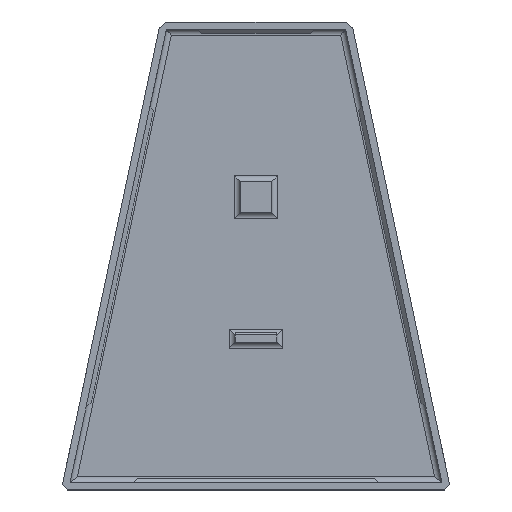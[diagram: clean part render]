
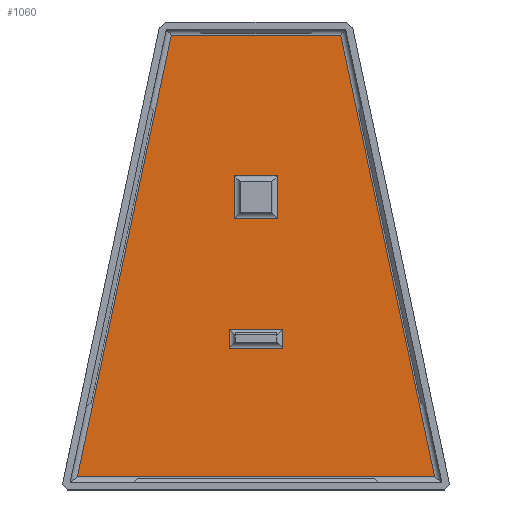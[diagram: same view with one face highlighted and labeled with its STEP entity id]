
A CAD part, top view. The second image highlights one B-rep face of the part: STEP entity #1060.
In plain terms, the highlighted planar face has unit normal (0, 0, 1).
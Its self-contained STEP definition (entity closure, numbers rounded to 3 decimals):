
#245 = VERTEX_POINT('',#246);
#246 = CARTESIAN_POINT('',(-29.909,1.,0.));
#253 = EDGE_CURVE('',#245,#254,#256,.T.);
#254 = VERTEX_POINT('',#255);
#255 = CARTESIAN_POINT('',(29.909,1.,0.));
#256 = LINE('',#257,#258);
#257 = CARTESIAN_POINT('',(-31.144,1.,0.));
#258 = VECTOR('',#259,1.);
#259 = DIRECTION('',(1.,0.,0.));
#698 = EDGE_CURVE('',#254,#699,#701,.T.);
#699 = VERTEX_POINT('',#700);
#700 = CARTESIAN_POINT('',(14.19,74.953,0.));
#701 = LINE('',#702,#703);
#702 = CARTESIAN_POINT('',(30.166,-0.208,0.));
#703 = VECTOR('',#704,1.);
#704 = DIRECTION('',(-0.208,0.978,0.));
#1040 = VERTEX_POINT('',#1041);
#1041 = CARTESIAN_POINT('',(-14.19,74.953,0.));
#1048 = EDGE_CURVE('',#1040,#245,#1049,.T.);
#1049 = LINE('',#1050,#1051);
#1050 = CARTESIAN_POINT('',(-14.022,75.745,0.));
#1051 = VECTOR('',#1052,1.);
#1052 = DIRECTION('',(-0.208,-0.978,0.));
#1060 = ADVANCED_FACE('',(#1061,#1072,#1106),#1140,.T.);
#1061 = FACE_BOUND('',#1062,.T.);
#1062 = EDGE_LOOP('',(#1063,#1064,#1065,#1071));
#1063 = ORIENTED_EDGE('',*,*,#253,.T.);
#1064 = ORIENTED_EDGE('',*,*,#698,.T.);
#1065 = ORIENTED_EDGE('',*,*,#1066,.T.);
#1066 = EDGE_CURVE('',#699,#1040,#1067,.T.);
#1067 = LINE('',#1068,#1069);
#1068 = CARTESIAN_POINT('',(15.,74.953,0.));
#1069 = VECTOR('',#1070,1.);
#1070 = DIRECTION('',(-1.,0.,0.));
#1071 = ORIENTED_EDGE('',*,*,#1048,.T.);
#1072 = FACE_BOUND('',#1073,.T.);
#1073 = EDGE_LOOP('',(#1074,#1084,#1092,#1100));
#1074 = ORIENTED_EDGE('',*,*,#1075,.T.);
#1075 = EDGE_CURVE('',#1076,#1078,#1080,.T.);
#1076 = VERTEX_POINT('',#1077);
#1077 = CARTESIAN_POINT('',(-4.5,22.553,0.));
#1078 = VERTEX_POINT('',#1079);
#1079 = CARTESIAN_POINT('',(-4.5,25.753,0.));
#1080 = LINE('',#1081,#1082);
#1081 = CARTESIAN_POINT('',(-4.5,23.553,0.));
#1082 = VECTOR('',#1083,1.);
#1083 = DIRECTION('',(0.,1.,0.));
#1084 = ORIENTED_EDGE('',*,*,#1085,.T.);
#1085 = EDGE_CURVE('',#1078,#1086,#1088,.T.);
#1086 = VERTEX_POINT('',#1087);
#1087 = CARTESIAN_POINT('',(4.5,25.753,0.));
#1088 = LINE('',#1089,#1090);
#1089 = CARTESIAN_POINT('',(-3.5,25.753,0.));
#1090 = VECTOR('',#1091,1.);
#1091 = DIRECTION('',(1.,0.,0.));
#1092 = ORIENTED_EDGE('',*,*,#1093,.T.);
#1093 = EDGE_CURVE('',#1086,#1094,#1096,.T.);
#1094 = VERTEX_POINT('',#1095);
#1095 = CARTESIAN_POINT('',(4.5,22.553,0.));
#1096 = LINE('',#1097,#1098);
#1097 = CARTESIAN_POINT('',(4.5,24.753,0.));
#1098 = VECTOR('',#1099,1.);
#1099 = DIRECTION('',(0.,-1.,0.));
#1100 = ORIENTED_EDGE('',*,*,#1101,.T.);
#1101 = EDGE_CURVE('',#1094,#1076,#1102,.T.);
#1102 = LINE('',#1103,#1104);
#1103 = CARTESIAN_POINT('',(3.5,22.553,0.));
#1104 = VECTOR('',#1105,1.);
#1105 = DIRECTION('',(-1.,0.,0.));
#1106 = FACE_BOUND('',#1107,.T.);
#1107 = EDGE_LOOP('',(#1108,#1118,#1126,#1134));
#1108 = ORIENTED_EDGE('',*,*,#1109,.F.);
#1109 = EDGE_CURVE('',#1110,#1112,#1114,.T.);
#1110 = VERTEX_POINT('',#1111);
#1111 = CARTESIAN_POINT('',(-3.625,44.203,0.));
#1112 = VERTEX_POINT('',#1113);
#1113 = CARTESIAN_POINT('',(3.625,44.203,0.));
#1114 = LINE('',#1115,#1116);
#1115 = CARTESIAN_POINT('',(-2.625,44.203,0.));
#1116 = VECTOR('',#1117,1.);
#1117 = DIRECTION('',(1.,0.,0.));
#1118 = ORIENTED_EDGE('',*,*,#1119,.F.);
#1119 = EDGE_CURVE('',#1120,#1110,#1122,.T.);
#1120 = VERTEX_POINT('',#1121);
#1121 = CARTESIAN_POINT('',(-3.625,51.453,0.));
#1122 = LINE('',#1123,#1124);
#1123 = CARTESIAN_POINT('',(-3.625,50.453,0.));
#1124 = VECTOR('',#1125,1.);
#1125 = DIRECTION('',(0.,-1.,0.));
#1126 = ORIENTED_EDGE('',*,*,#1127,.F.);
#1127 = EDGE_CURVE('',#1128,#1120,#1130,.T.);
#1128 = VERTEX_POINT('',#1129);
#1129 = CARTESIAN_POINT('',(3.625,51.453,0.));
#1130 = LINE('',#1131,#1132);
#1131 = CARTESIAN_POINT('',(2.625,51.453,0.));
#1132 = VECTOR('',#1133,1.);
#1133 = DIRECTION('',(-1.,0.,0.));
#1134 = ORIENTED_EDGE('',*,*,#1135,.F.);
#1135 = EDGE_CURVE('',#1112,#1128,#1136,.T.);
#1136 = LINE('',#1137,#1138);
#1137 = CARTESIAN_POINT('',(3.625,45.203,0.));
#1138 = VECTOR('',#1139,1.);
#1139 = DIRECTION('',(0.,1.,0.));
#1140 = PLANE('',#1141);
#1141 = AXIS2_PLACEMENT_3D('',#1142,#1143,#1144);
#1142 = CARTESIAN_POINT('',(0.,33.024,0.));
#1143 = DIRECTION('',(0.,0.,1.));
#1144 = DIRECTION('',(1.,0.,0.));
